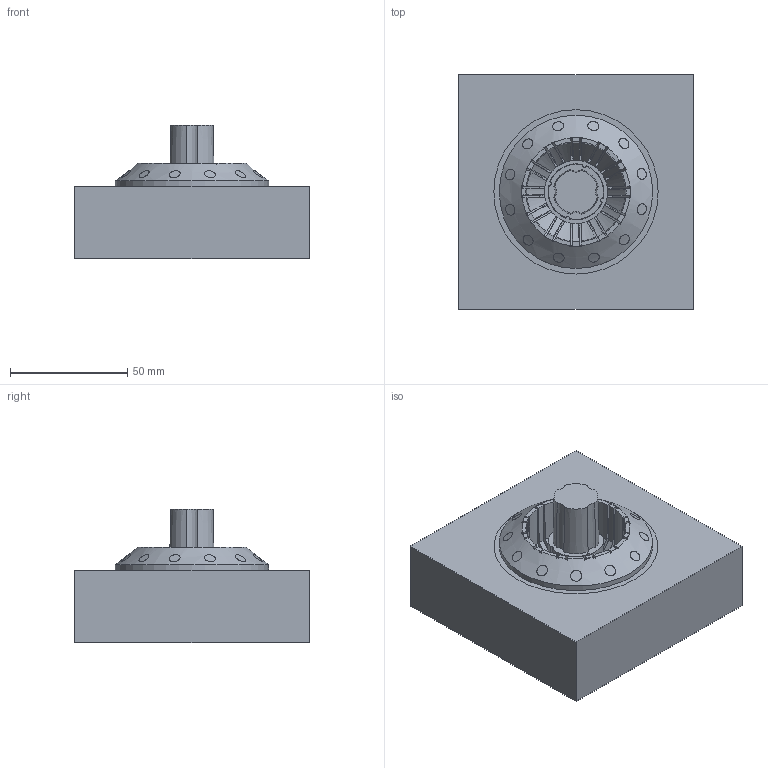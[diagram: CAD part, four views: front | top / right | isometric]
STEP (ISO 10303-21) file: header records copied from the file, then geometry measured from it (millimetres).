
FILE_DESCRIPTION(/* description */ (''),/* implementation_level */ '2;1');
FILE_NAME(/* name */ 'Деталь2 - в формате STEP.stp',/* time_stamp */ '2016-12-21T13:32:57+03:00',/* author */ ('Garez'),/* organization */ (''),/* preprocessor_version */ 'ST-DEVELOPER v16.5',/* originating_system */ 'Autodesk Inventor 2017',/* authorisation */ '');
FILE_SCHEMA (('AUTOMOTIVE_DESIGN { 1 0 10303 214 3 1 1 }'));
Length unit declared in the file: millimetre
Products named in the file (1): Деталь2
Bounding box: 100 x 100 x 57 mm (x, y, z)
Volume: 315498.7 mm3; surface area: 42211.1 mm2
Topology: 1 solids, 1 shells, 293 faces, 693 edges, 418 vertices
Faces by surface type: plane 130, cone 97, bspline 48, cylinder 18
Full cylindrical faces by diameter (mm): 27 x1, 65.288 x1
Entity records: 9500 total; most frequent: CARTESIAN_POINT 2634, ORIENTED_EDGE 1376, DIRECTION 1344, EDGE_CURVE 688, AXIS2_PLACEMENT_3D 486, VERTEX_POINT 416, LINE 372, VECTOR 372
